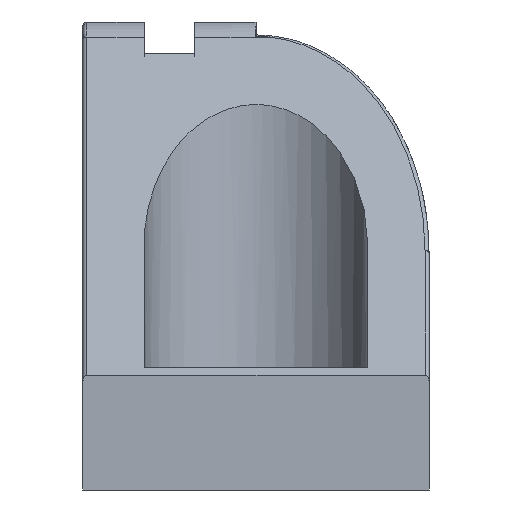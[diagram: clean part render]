
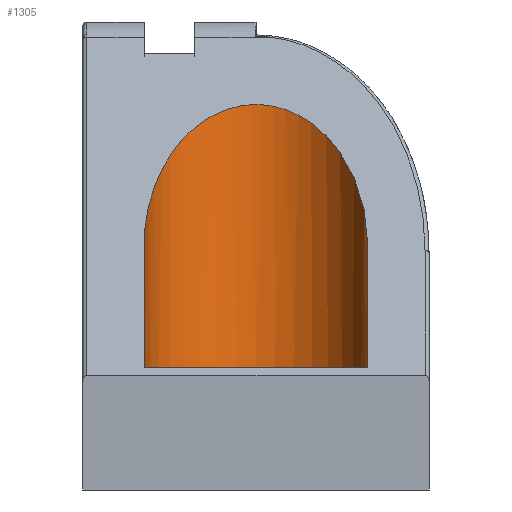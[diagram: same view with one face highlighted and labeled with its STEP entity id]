
A CAD part, left-side view. The second image highlights one B-rep face of the part: STEP entity #1305.
In plain terms, the highlighted cylindrical face has radius 5.5 mm (diameter 11 mm), a partial arc.
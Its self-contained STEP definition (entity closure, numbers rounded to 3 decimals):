
#57=ELLIPSE('',#1412,8.874,5.5);
#96=FACE_OUTER_BOUND('',#176,.T.);
#176=EDGE_LOOP('',(#886,#887,#888,#889));
#263=CIRCLE('',#1413,5.5);
#345=LINE('',#1974,#447);
#347=LINE('',#1980,#449);
#447=VECTOR('',#1580,5.964);
#449=VECTOR('',#1586,5.964);
#551=VERTEX_POINT('',#1971);
#552=VERTEX_POINT('',#1973);
#553=VERTEX_POINT('',#1977);
#554=VERTEX_POINT('',#1979);
#679=EDGE_CURVE('',#552,#551,#345,.T.);
#681=EDGE_CURVE('',#551,#553,#57,.T.);
#682=EDGE_CURVE('',#554,#553,#347,.T.);
#683=EDGE_CURVE('',#552,#554,#263,.T.);
#886=ORIENTED_EDGE('',*,*,#679,.T.);
#887=ORIENTED_EDGE('',*,*,#681,.T.);
#888=ORIENTED_EDGE('',*,*,#682,.F.);
#889=ORIENTED_EDGE('',*,*,#683,.F.);
#1268=CYLINDRICAL_SURFACE('',#1411,5.5);
#1305=ADVANCED_FACE('',(#96),#1268,.F.);
#1411=AXIS2_PLACEMENT_3D('',#1976,#1582,#1583);
#1412=AXIS2_PLACEMENT_3D('',#1978,#1584,#1585);
#1413=AXIS2_PLACEMENT_3D('',#1981,#1587,#1588);
#1580=DIRECTION('',(0.,0.,1.));
#1582=DIRECTION('center_axis',(0.,0.,1.));
#1583=DIRECTION('ref_axis',(0.,-1.,0.));
#1584=DIRECTION('center_axis',(-0.785,0.,0.62));
#1585=DIRECTION('ref_axis',(0.62,0.,0.785));
#1586=DIRECTION('',(0.,0.,1.));
#1587=DIRECTION('center_axis',(0.,0.,1.));
#1588=DIRECTION('ref_axis',(1.,0.,0.));
#1971=CARTESIAN_POINT('',(-25.,-5.5,11.964));
#1973=CARTESIAN_POINT('',(-25.,-5.5,6.));
#1974=CARTESIAN_POINT('',(-25.,-5.5,6.));
#1976=CARTESIAN_POINT('Origin',(-25.,0.,6.));
#1977=CARTESIAN_POINT('',(-25.,5.5,11.964));
#1978=CARTESIAN_POINT('Origin',(-25.,0.,11.964));
#1979=CARTESIAN_POINT('',(-25.,5.5,6.));
#1980=CARTESIAN_POINT('',(-25.,5.5,6.));
#1981=CARTESIAN_POINT('Origin',(-25.,0.,6.));
